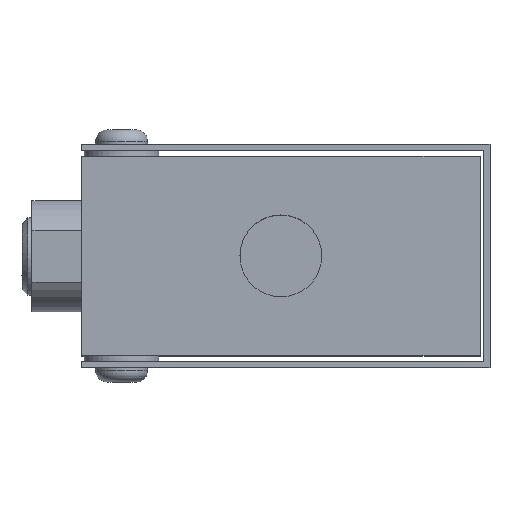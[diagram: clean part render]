
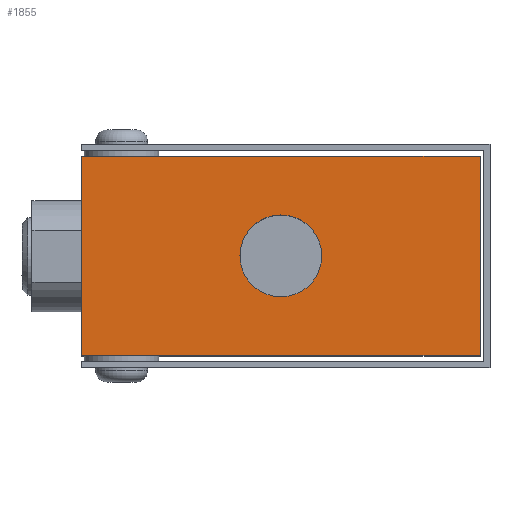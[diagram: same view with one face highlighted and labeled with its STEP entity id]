
A CAD part, top view. The second image highlights one B-rep face of the part: STEP entity #1855.
In plain terms, the highlighted planar face has unit normal (0, 0, 1).
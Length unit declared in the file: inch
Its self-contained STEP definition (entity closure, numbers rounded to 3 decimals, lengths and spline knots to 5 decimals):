
#599=CARTESIAN_POINT('',(-0.20553,0.,1.5));
#600=VERTEX_POINT('',#599);
#601=CARTESIAN_POINT('',(0.,0.,1.5));
#602=DIRECTION('',(0.0,0.0,-1.0));
#603=DIRECTION('',(1.0,0.0,0.0));
#604=AXIS2_PLACEMENT_3D('',#601,#602,#603);
#605=CIRCLE('',#604,0.20553);
#606=EDGE_CURVE('',#600,#600,#605,.T.);
#1013=CARTESIAN_POINT('',(1.0,-0.5,1.5));
#1014=VERTEX_POINT('',#1013);
#1023=CARTESIAN_POINT('',(-1.0,-0.5,1.5));
#1024=VERTEX_POINT('',#1023);
#1025=CARTESIAN_POINT('',(-1.0,-0.5,1.5));
#1026=DIRECTION('',(1.0,0.0,0.0));
#1027=VECTOR('',#1026,2.0);
#1028=LINE('',#1025,#1027);
#1029=EDGE_CURVE('',#1024,#1014,#1028,.T.);
#1673=CARTESIAN_POINT('',(1.0,0.5,1.5));
#1674=VERTEX_POINT('',#1673);
#1681=CARTESIAN_POINT('',(1.0,0.5,1.5));
#1682=DIRECTION('',(0.0,-1.0,0.0));
#1683=VECTOR('',#1682,1.0);
#1684=LINE('',#1681,#1683);
#1685=EDGE_CURVE('',#1674,#1014,#1684,.T.);
#1812=CARTESIAN_POINT('',(-1.0,0.5,1.5));
#1813=VERTEX_POINT('',#1812);
#1814=CARTESIAN_POINT('',(-1.0,0.5,1.5));
#1815=DIRECTION('',(0.0,-1.0,0.0));
#1816=VECTOR('',#1815,1.0);
#1817=LINE('',#1814,#1816);
#1818=EDGE_CURVE('',#1813,#1024,#1817,.T.);
#1836=CARTESIAN_POINT('',(-1.0,0.5,1.5));
#1837=DIRECTION('',(0.0,0.0,1.0));
#1838=DIRECTION('',(1.0,0.0,0.0));
#1839=AXIS2_PLACEMENT_3D('',#1836,#1837,#1838);
#1840=PLANE('',#1839);
#1841=ORIENTED_EDGE('',*,*,#1029,.T.);
#1842=ORIENTED_EDGE('',*,*,#1685,.F.);
#1843=CARTESIAN_POINT('',(1.0,0.5,1.5));
#1844=DIRECTION('',(-1.0,0.0,0.0));
#1845=VECTOR('',#1844,2.0);
#1846=LINE('',#1843,#1845);
#1847=EDGE_CURVE('',#1674,#1813,#1846,.T.);
#1848=ORIENTED_EDGE('',*,*,#1847,.T.);
#1849=ORIENTED_EDGE('',*,*,#1818,.T.);
#1850=EDGE_LOOP('',(#1841,#1842,#1848,#1849));
#1851=FACE_OUTER_BOUND('',#1850,.T.);
#1852=ORIENTED_EDGE('',*,*,#606,.T.);
#1853=EDGE_LOOP('',(#1852));
#1854=FACE_BOUND('',#1853,.T.);
#1855=ADVANCED_FACE('',(#1851,#1854),#1840,.T.);
